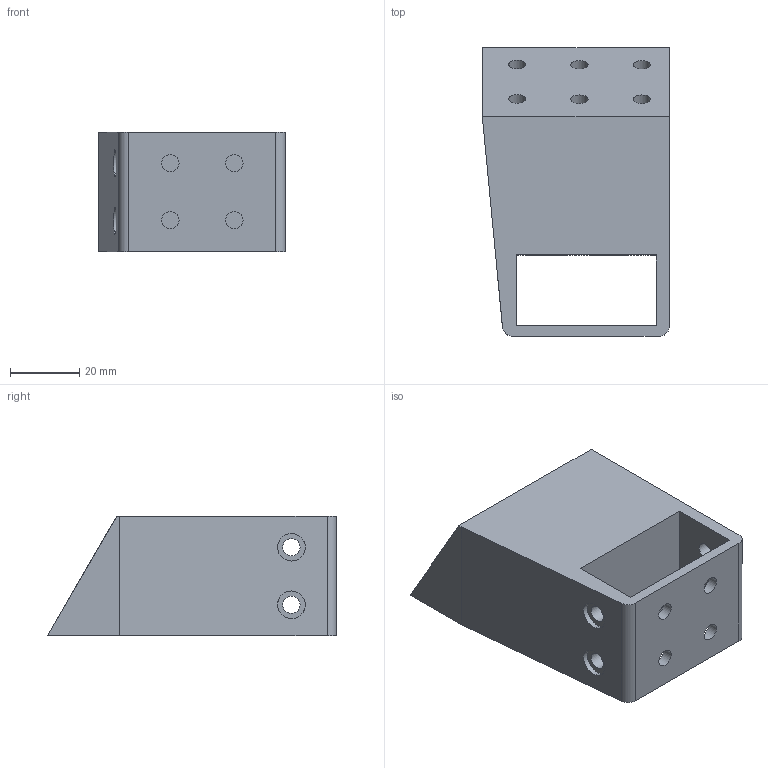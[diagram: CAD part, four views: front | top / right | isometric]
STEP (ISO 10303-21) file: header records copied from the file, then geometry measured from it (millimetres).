
FILE_DESCRIPTION(/* description */ (''),/* implementation_level */ '2;1');
FILE_NAME(/* name */ 'ExtrusionSupportBrace.step',/* time_stamp */ '2022-08-19T01:20:20-04:00',/* author */ (''),/* organization */ (''),/* preprocessor_version */ 'ST-DEVELOPER v19',/* originating_system */ 'Autodesk Translation Framework v11.7.0.108',/* authorisation */ '');
FILE_SCHEMA (('AUTOMOTIVE_DESIGN { 1 0 10303 214 3 1 1 }'));
Length unit declared in the file: millimetre
Products named in the file (2): ExtrusionSupportBrace; Extrusion Support Brace
Assembly tree (1 placements, depth 2):
  ExtrusionSupportBrace
    Extrusion Support Brace
Bounding box: 54 x 83.5 x 34.64 mm (x, y, z)
Volume: 92012 mm3; surface area: 23433.5 mm2
Topology: 1 solids, 1 shells, 43 faces, 108 edges, 72 vertices
Faces by surface type: cylinder 24, plane 19
Full cylindrical faces by diameter (mm): 5 x14, 8 x8
Entity records: 1429 total; most frequent: DIRECTION 254, CARTESIAN_POINT 226, ORIENTED_EDGE 216, EDGE_CURVE 108, AXIS2_PLACEMENT_3D 100, EDGE_LOOP 78, VERTEX_POINT 72, LINE 54
